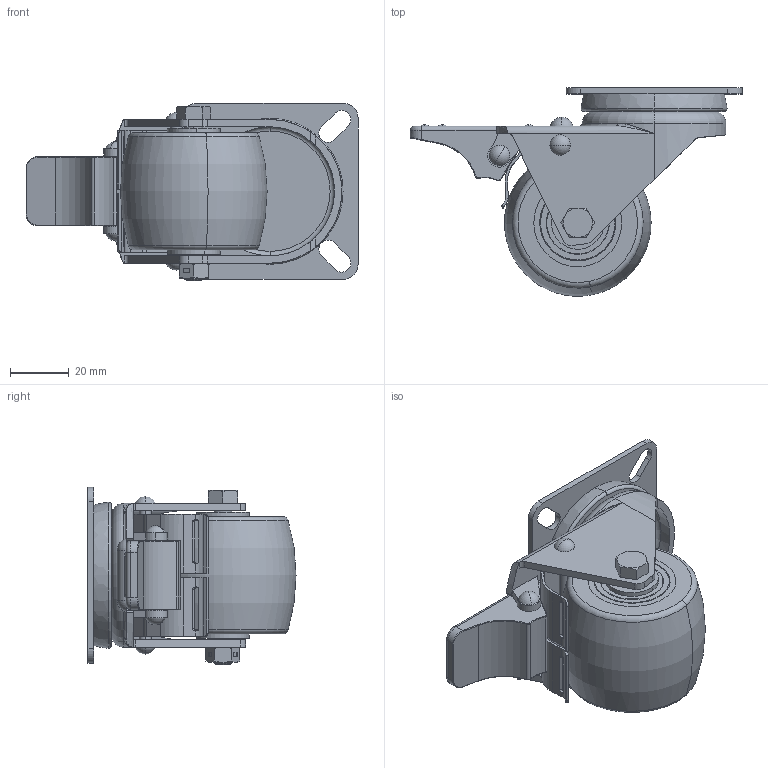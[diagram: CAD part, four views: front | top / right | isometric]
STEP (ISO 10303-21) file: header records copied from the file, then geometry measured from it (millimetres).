
FILE_DESCRIPTION (( 'STEP AP214' ), '1' );
FILE_NAME ('0049161.step', '2021-07-07T08:16:25', ( 'Windows-Benutzer' ), ( '' ), 'SwSTEP 2.0', 'SolidWorks 2020', '' );
FILE_SCHEMA (( 'AUTOMOTIVE_DESIGN' ));
Length unit declared in the file: millimetre
Products named in the file (1): 0049161
Bounding box: 113.22 x 70.96 x 60.5 mm (x, y, z)
Volume: 110900.4 mm3; surface area: 62453.2 mm2
Topology: 18 solids, 18 shells, 562 faces, 1692 edges, 1086 vertices
Faces by surface type: cylinder 183, plane 152, torus 151, sphere 44, cone 26, bspline 6
Entity records: 27007 total; most frequent: CARTESIAN_POINT 5987, ORIENTED_EDGE 3188, DIRECTION 3058, EDGE_CURVE 1594, AXIS2_PLACEMENT_3D 1307, VERTEX_POINT 1042, CIRCLE 750, EDGE_LOOP 628
